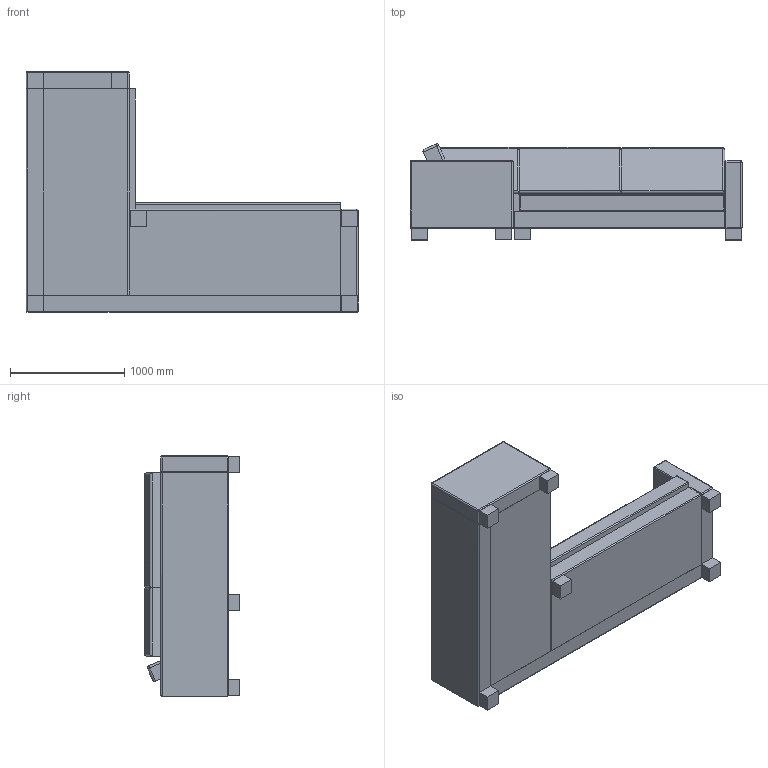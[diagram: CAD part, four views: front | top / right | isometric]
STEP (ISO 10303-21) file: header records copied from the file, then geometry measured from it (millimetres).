
FILE_DESCRIPTION(/* description */ (''),/* implementation_level */ '2;1');
FILE_NAME(/* name */ 'L Sofa v3.step',/* time_stamp */ '2016-04-20T18:07:46+02:00',/* author */ (''),/* organization */ (''),/* preprocessor_version */ 'ST-DEVELOPER v16.2',/* originating_system */ 'Autodesk Translation Framework v4.3.0.3010',/* authorisation */ '');
FILE_SCHEMA (('AUTOMOTIVE_DESIGN { 1 0 10303 214 3 1 1 }'));
Length unit declared in the file: centimetre
Products named in the file (1): L Sofa v3
Bounding box: 2900 x 836.55 x 2100 mm (x, y, z)
Volume: 1735634747.1 mm3; surface area: 33315223.8 mm2
Topology: 21 solids, 21 shells, 221 faces, 457 edges, 278 vertices
Faces by surface type: plane 124, cylinder 74, sphere 23
Entity records: 5761 total; most frequent: DIRECTION 1033, CARTESIAN_POINT 957, ORIENTED_EDGE 914, EDGE_CURVE 457, AXIS2_PLACEMENT_3D 354, LINE 325, VECTOR 325, VERTEX_POINT 278
